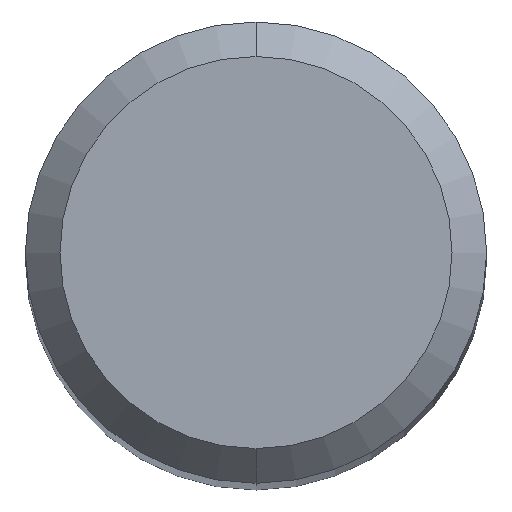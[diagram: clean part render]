
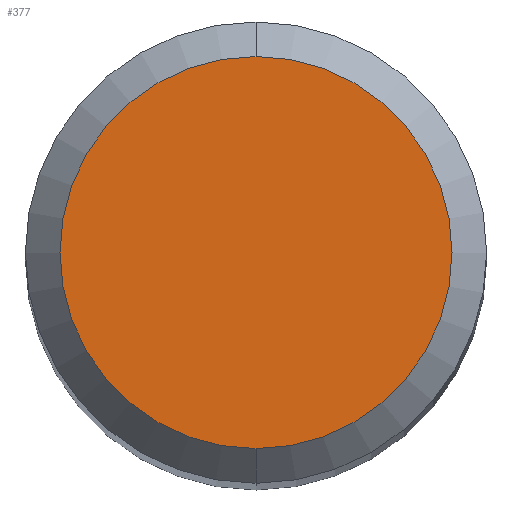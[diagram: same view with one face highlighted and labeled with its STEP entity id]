
A CAD part, top view. The second image highlights one B-rep face of the part: STEP entity #377.
In plain terms, the highlighted planar face has unit normal (0, 0, 1).
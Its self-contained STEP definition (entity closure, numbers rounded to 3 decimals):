
#207=EDGE_CURVE('',#265,#319,#542,.T.);
#217=EDGE_CURVE('',#319,#265,#552,.T.);
#265=VERTEX_POINT('',#603);
#319=VERTEX_POINT('',#666);
#377=ADVANCED_FACE('',(#732),#733,.T.);
#542=CIRCLE('',#906,1.7);
#552=CIRCLE('',#919,1.7);
#603=CARTESIAN_POINT('',(0.0,1.7,0.0));
#666=CARTESIAN_POINT('',(0.,-1.7,0.0));
#732=FACE_OUTER_BOUND('',#1280,.T.);
#733=PLANE('',#1281);
#906=AXIS2_PLACEMENT_3D('',#1575,#1576,#1577);
#919=AXIS2_PLACEMENT_3D('',#1579,#1580,#1581);
#1280=EDGE_LOOP('',(#1805,#1806));
#1281=AXIS2_PLACEMENT_3D('',#1807,#1808,#1809);
#1575=CARTESIAN_POINT('',(0.0,0.0,0.0));
#1576=DIRECTION('',(0.0,0.0,-1.0));
#1577=DIRECTION('',(0.0,1.0,0.0));
#1579=CARTESIAN_POINT('',(0.0,0.0,0.0));
#1580=DIRECTION('',(0.0,0.0,-1.0));
#1581=DIRECTION('',(0.0,1.0,0.0));
#1805=ORIENTED_EDGE('',*,*,#207,.F.);
#1806=ORIENTED_EDGE('',*,*,#217,.F.);
#1807=CARTESIAN_POINT('',(0.0,0.85,0.0));
#1808=DIRECTION('',(-0.0,0.0,1.0));
#1809=DIRECTION('',(0.0,-1.0,0.0));
